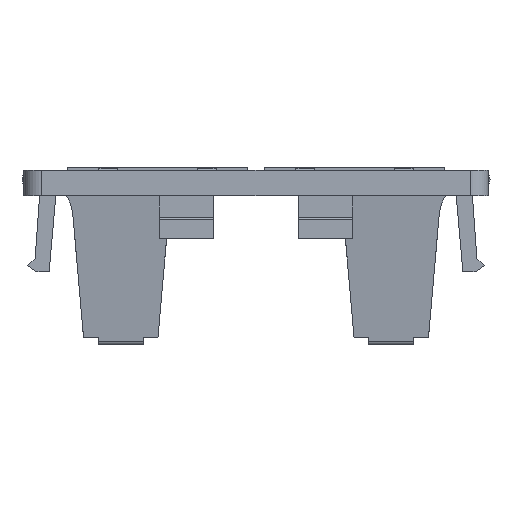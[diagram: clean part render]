
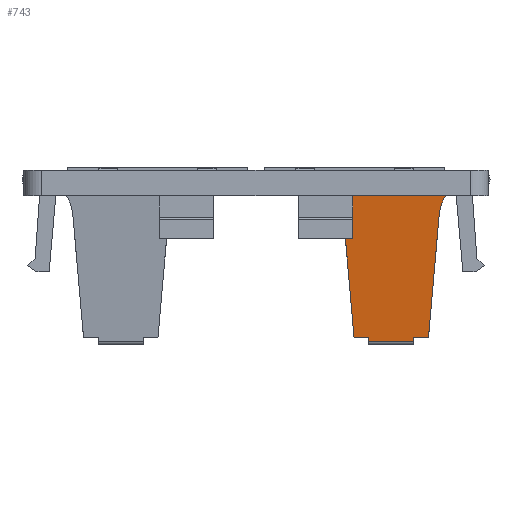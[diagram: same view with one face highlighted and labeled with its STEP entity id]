
A CAD part, front view. The second image highlights one B-rep face of the part: STEP entity #743.
In plain terms, the highlighted planar face has unit normal (0, -0.995, -0.104).
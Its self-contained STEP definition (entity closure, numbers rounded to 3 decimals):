
#653=AXIS2_PLACEMENT_3D('Plane Axis2P3D',#650,#651,#652) ;
#344=CARTESIAN_POINT('Vertex',(36.824,86.891,0.777)) ;
#348=CARTESIAN_POINT('Control Point',(35.636,85.464,14.352)) ;
#349=CARTESIAN_POINT('Control Point',(36.824,86.891,0.777)) ;
#350=CARTESIAN_POINT('Vertex',(35.636,85.464,14.352)) ;
#405=CARTESIAN_POINT('Vertex',(46.264,85.464,14.352)) ;
#411=CARTESIAN_POINT('Control Point',(46.264,85.464,14.352)) ;
#412=CARTESIAN_POINT('Control Point',(45.076,86.891,0.777)) ;
#413=CARTESIAN_POINT('Vertex',(45.076,86.891,0.777)) ;
#461=CARTESIAN_POINT('Vertex',(43.45,86.891,0.777)) ;
#464=CARTESIAN_POINT('Line Origine',(44.263,86.891,0.777)) ;
#513=CARTESIAN_POINT('Vertex',(38.45,86.891,0.777)) ;
#516=CARTESIAN_POINT('Line Origine',(37.637,86.891,0.777)) ;
#650=CARTESIAN_POINT('Axis2P3D Location',(40.95,85.241,16.477)) ;
#656=CARTESIAN_POINT('Control Point',(35.636,85.464,14.352)) ;
#657=CARTESIAN_POINT('Control Point',(35.598,85.418,14.786)) ;
#658=CARTESIAN_POINT('Control Point',(35.513,85.373,15.217)) ;
#659=CARTESIAN_POINT('Control Point',(35.38,85.329,15.636)) ;
#660=CARTESIAN_POINT('Control Point',(35.203,85.287,16.038)) ;
#661=CARTESIAN_POINT('Control Point',(34.985,85.247,16.416)) ;
#662=CARTESIAN_POINT('Vertex',(34.985,85.247,16.416)) ;
#665=CARTESIAN_POINT('Line Origine',(38.45,86.918,0.523)) ;
#669=CARTESIAN_POINT('Vertex',(38.45,86.944,0.269)) ;
#672=CARTESIAN_POINT('Line Origine',(40.95,86.944,0.269)) ;
#676=CARTESIAN_POINT('Vertex',(43.45,86.944,0.269)) ;
#679=CARTESIAN_POINT('Line Origine',(43.45,86.918,0.523)) ;
#685=CARTESIAN_POINT('Control Point',(46.264,85.464,14.352)) ;
#686=CARTESIAN_POINT('Control Point',(46.302,85.418,14.786)) ;
#687=CARTESIAN_POINT('Control Point',(46.387,85.373,15.217)) ;
#688=CARTESIAN_POINT('Control Point',(46.52,85.329,15.636)) ;
#689=CARTESIAN_POINT('Control Point',(46.697,85.287,16.038)) ;
#690=CARTESIAN_POINT('Control Point',(46.915,85.247,16.416)) ;
#691=CARTESIAN_POINT('Vertex',(46.915,85.247,16.416)) ;
#694=CARTESIAN_POINT('Line Origine',(46.932,85.244,16.447)) ;
#698=CARTESIAN_POINT('Vertex',(46.95,85.241,16.477)) ;
#701=CARTESIAN_POINT('Line Origine',(46.7,85.241,16.477)) ;
#705=CARTESIAN_POINT('Vertex',(46.45,85.241,16.477)) ;
#708=CARTESIAN_POINT('Line Origine',(40.95,85.241,16.477)) ;
#712=CARTESIAN_POINT('Vertex',(35.45,85.241,16.477)) ;
#715=CARTESIAN_POINT('Line Origine',(35.2,85.241,16.477)) ;
#719=CARTESIAN_POINT('Vertex',(34.95,85.241,16.477)) ;
#722=CARTESIAN_POINT('Line Origine',(34.968,85.244,16.447)) ;
#465=DIRECTION('Vector Direction',(1.,0.,0.)) ;
#517=DIRECTION('Vector Direction',(1.,0.,0.)) ;
#651=DIRECTION('Axis2P3D Direction',(0.,-0.995,-0.105)) ;
#652=DIRECTION('Axis2P3D XDirection',(0.,0.105,-0.995)) ;
#666=DIRECTION('Vector Direction',(0.,0.105,-0.995)) ;
#673=DIRECTION('Vector Direction',(1.,0.,0.)) ;
#680=DIRECTION('Vector Direction',(0.,0.105,-0.995)) ;
#695=DIRECTION('Vector Direction',(0.498,-0.091,0.862)) ;
#702=DIRECTION('Vector Direction',(1.,0.,0.)) ;
#709=DIRECTION('Vector Direction',(1.,0.,0.)) ;
#716=DIRECTION('Vector Direction',(1.,0.,0.)) ;
#723=DIRECTION('Vector Direction',(-0.498,-0.091,0.862)) ;
#466=VECTOR('Line Direction',#465,1.) ;
#518=VECTOR('Line Direction',#517,1.) ;
#667=VECTOR('Line Direction',#666,1.) ;
#674=VECTOR('Line Direction',#673,1.) ;
#681=VECTOR('Line Direction',#680,1.) ;
#696=VECTOR('Line Direction',#695,1.) ;
#703=VECTOR('Line Direction',#702,1.) ;
#710=VECTOR('Line Direction',#709,1.) ;
#717=VECTOR('Line Direction',#716,1.) ;
#724=VECTOR('Line Direction',#723,1.) ;
#728=ORIENTED_EDGE('',*,*,#664,.T.) ;
#729=ORIENTED_EDGE('',*,*,#352,.T.) ;
#730=ORIENTED_EDGE('',*,*,#520,.T.) ;
#731=ORIENTED_EDGE('',*,*,#671,.T.) ;
#732=ORIENTED_EDGE('',*,*,#678,.T.) ;
#733=ORIENTED_EDGE('',*,*,#683,.F.) ;
#734=ORIENTED_EDGE('',*,*,#468,.T.) ;
#735=ORIENTED_EDGE('',*,*,#415,.T.) ;
#736=ORIENTED_EDGE('',*,*,#693,.T.) ;
#737=ORIENTED_EDGE('',*,*,#700,.T.) ;
#738=ORIENTED_EDGE('',*,*,#707,.F.) ;
#739=ORIENTED_EDGE('',*,*,#714,.F.) ;
#740=ORIENTED_EDGE('',*,*,#721,.F.) ;
#741=ORIENTED_EDGE('',*,*,#726,.T.) ;
#743=ADVANCED_FACE('57854_IE-FC-IP-BP.1\\57218 AFPL PWB 2ST FC.1\\BASISPLATTE',(#742),#654,.T.) ;
#347=B_SPLINE_CURVE_WITH_KNOTS('',1,(#348,#349),.UNSPECIFIED.,.F.,.U.,(2,2),(-5.778,7.923),.UNSPECIFIED.) ;
#410=B_SPLINE_CURVE_WITH_KNOTS('',1,(#411,#412),.UNSPECIFIED.,.F.,.U.,(2,2),(-5.778,7.923),.UNSPECIFIED.) ;
#655=B_SPLINE_CURVE_WITH_KNOTS('',5,(#656,#657,#658,#659,#660,#661),.UNSPECIFIED.,.F.,.U.,(6,6),(0.,3.101),.UNSPECIFIED.) ;
#684=B_SPLINE_CURVE_WITH_KNOTS('',5,(#685,#686,#687,#688,#689,#690),.UNSPECIFIED.,.F.,.U.,(6,6),(0.,3.101),.UNSPECIFIED.) ;
#352=EDGE_CURVE('',#351,#345,#347,.T.) ;
#415=EDGE_CURVE('',#414,#406,#410,.F.) ;
#468=EDGE_CURVE('',#462,#414,#467,.T.) ;
#520=EDGE_CURVE('',#345,#514,#519,.T.) ;
#664=EDGE_CURVE('',#663,#351,#655,.F.) ;
#671=EDGE_CURVE('',#514,#670,#668,.T.) ;
#678=EDGE_CURVE('',#670,#677,#675,.T.) ;
#683=EDGE_CURVE('',#462,#677,#682,.T.) ;
#693=EDGE_CURVE('',#406,#692,#684,.T.) ;
#700=EDGE_CURVE('',#692,#699,#697,.T.) ;
#707=EDGE_CURVE('',#706,#699,#704,.T.) ;
#714=EDGE_CURVE('',#713,#706,#711,.T.) ;
#721=EDGE_CURVE('',#720,#713,#718,.T.) ;
#726=EDGE_CURVE('',#720,#663,#725,.F.) ;
#727=EDGE_LOOP('',(#728,#729,#730,#731,#732,#733,#734,#735,#736,#737,#738,#739,#740,#741)) ;
#742=FACE_OUTER_BOUND('',#727,.T.) ;
#467=LINE('Line',#464,#466) ;
#519=LINE('Line',#516,#518) ;
#668=LINE('Line',#665,#667) ;
#675=LINE('Line',#672,#674) ;
#682=LINE('Line',#679,#681) ;
#697=LINE('Line',#694,#696) ;
#704=LINE('Line',#701,#703) ;
#711=LINE('Line',#708,#710) ;
#718=LINE('Line',#715,#717) ;
#725=LINE('Line',#722,#724) ;
#654=PLANE('',#653) ;
#345=VERTEX_POINT('',#344) ;
#351=VERTEX_POINT('',#350) ;
#406=VERTEX_POINT('',#405) ;
#414=VERTEX_POINT('',#413) ;
#462=VERTEX_POINT('',#461) ;
#514=VERTEX_POINT('',#513) ;
#663=VERTEX_POINT('',#662) ;
#670=VERTEX_POINT('',#669) ;
#677=VERTEX_POINT('',#676) ;
#692=VERTEX_POINT('',#691) ;
#699=VERTEX_POINT('',#698) ;
#706=VERTEX_POINT('',#705) ;
#713=VERTEX_POINT('',#712) ;
#720=VERTEX_POINT('',#719) ;
